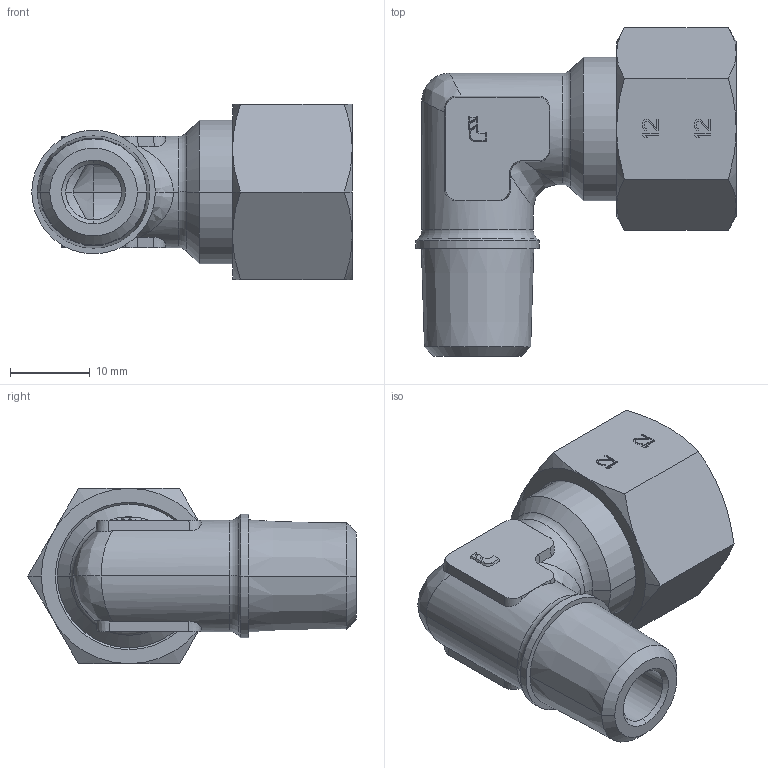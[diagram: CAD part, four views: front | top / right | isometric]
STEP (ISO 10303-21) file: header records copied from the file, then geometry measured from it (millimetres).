
FILE_DESCRIPTION(('STEP AP214'),'1');
FILE_NAME('1809_12_14.stp','2016-07-07T14:32:48',('TraceParts'),('TraceParts S.A.'),'Spatial InterOp 3D',' ',' ');
FILE_SCHEMA(('automotive_design'));
Length unit declared in the file: millimetre
Products named in the file (3): Solide1; Solide2; Solide3
Bounding box: 40.19 x 41.2 x 22 mm (x, y, z)
Volume: 9823.7 mm3; surface area: 7391.5 mm2
Topology: 3 solids, 3 shells, 317 faces, 824 edges, 528 vertices
Faces by surface type: plane 157, cone 72, cylinder 58, torus 26, bspline 4
Entity records: 12805 total; most frequent: CARTESIAN_POINT 2328, DIRECTION 1676, ORIENTED_EDGE 1648, EDGE_CURVE 824, AXIS2_PLACEMENT_3D 591, VERTEX_POINT 528, LINE 494, VECTOR 494
